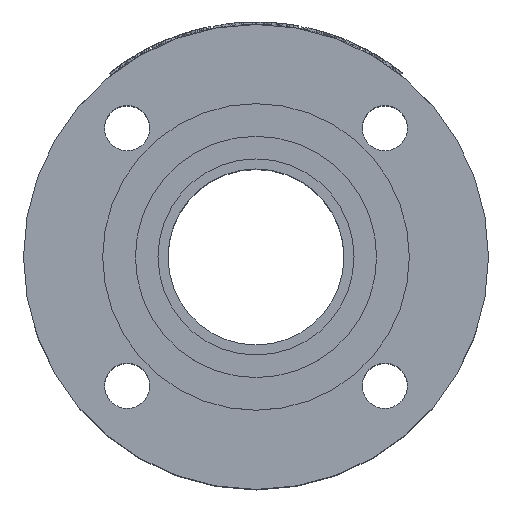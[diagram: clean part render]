
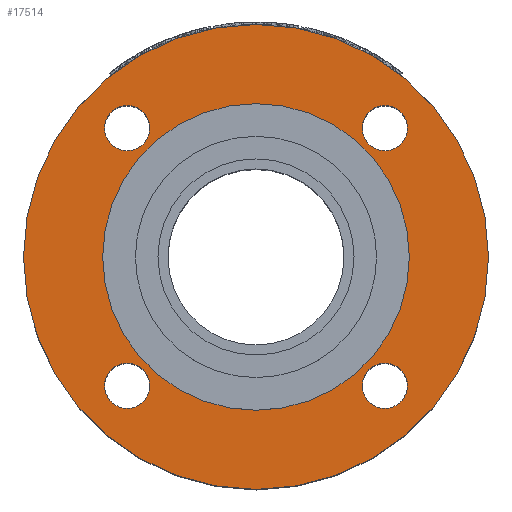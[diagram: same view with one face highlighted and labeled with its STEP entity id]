
A CAD part, top view. The second image highlights one B-rep face of the part: STEP entity #17514.
In plain terms, the highlighted planar face has unit normal (0, 0, 1).
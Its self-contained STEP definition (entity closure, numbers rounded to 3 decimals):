
#347=PLANE('',#18316);
#435=FACE_BOUND('',#2811,.T.);
#436=FACE_BOUND('',#2812,.T.);
#437=FACE_BOUND('',#2813,.T.);
#438=FACE_BOUND('',#2814,.T.);
#439=FACE_BOUND('',#2815,.T.);
#783=CIRCLE('',#18265,92.5);
#799=CIRCLE('',#18301,9.);
#802=CIRCLE('',#18305,9.);
#805=CIRCLE('',#18309,9.);
#808=CIRCLE('',#18313,9.);
#810=CIRCLE('',#18317,61.);
#1815=FACE_OUTER_BOUND('',#2810,.T.);
#2810=EDGE_LOOP('',(#15188));
#2811=EDGE_LOOP('',(#15189));
#2812=EDGE_LOOP('',(#15190));
#2813=EDGE_LOOP('',(#15191));
#2814=EDGE_LOOP('',(#15192));
#2815=EDGE_LOOP('',(#15193));
#7740=VERTEX_POINT('',#41805);
#7756=VERTEX_POINT('',#41863);
#7759=VERTEX_POINT('',#41871);
#7762=VERTEX_POINT('',#41879);
#7765=VERTEX_POINT('',#41887);
#7767=VERTEX_POINT('',#41894);
#10217=EDGE_CURVE('',#7740,#7740,#783,.T.);
#10239=EDGE_CURVE('',#7756,#7756,#799,.T.);
#10243=EDGE_CURVE('',#7759,#7759,#802,.T.);
#10247=EDGE_CURVE('',#7762,#7762,#805,.T.);
#10251=EDGE_CURVE('',#7765,#7765,#808,.T.);
#10253=EDGE_CURVE('',#7767,#7767,#810,.T.);
#15188=ORIENTED_EDGE('',*,*,#10217,.F.);
#15189=ORIENTED_EDGE('',*,*,#10239,.T.);
#15190=ORIENTED_EDGE('',*,*,#10243,.T.);
#15191=ORIENTED_EDGE('',*,*,#10247,.T.);
#15192=ORIENTED_EDGE('',*,*,#10251,.T.);
#15193=ORIENTED_EDGE('',*,*,#10253,.F.);
#17514=ADVANCED_FACE('',(#1815,#435,#436,#437,#438,#439),#347,.T.);
#18265=AXIS2_PLACEMENT_3D('',#41807,#20933,#20934);
#18301=AXIS2_PLACEMENT_3D('',#41865,#21011,#21012);
#18305=AXIS2_PLACEMENT_3D('',#41873,#21020,#21021);
#18309=AXIS2_PLACEMENT_3D('',#41881,#21029,#21030);
#18313=AXIS2_PLACEMENT_3D('',#41889,#21038,#21039);
#18316=AXIS2_PLACEMENT_3D('',#41893,#21044,#21045);
#18317=AXIS2_PLACEMENT_3D('',#41895,#21046,#21047);
#20933=DIRECTION('center_axis',(0.,0.,-1.));
#20934=DIRECTION('ref_axis',(-1.,0.,0.));
#21011=DIRECTION('center_axis',(0.,0.,-1.));
#21012=DIRECTION('ref_axis',(0.,-1.,0.));
#21020=DIRECTION('center_axis',(0.,0.,-1.));
#21021=DIRECTION('ref_axis',(-1.,0.,0.));
#21029=DIRECTION('center_axis',(0.,0.,-1.));
#21030=DIRECTION('ref_axis',(0.,1.,0.));
#21038=DIRECTION('center_axis',(0.,0.,-1.));
#21039=DIRECTION('ref_axis',(1.,0.,0.));
#21044=DIRECTION('center_axis',(0.,0.,1.));
#21045=DIRECTION('ref_axis',(1.,0.,0.));
#21046=DIRECTION('center_axis',(0.,0.,1.));
#21047=DIRECTION('ref_axis',(-1.,0.,0.));
#41805=CARTESIAN_POINT('',(92.5,0.,133.));
#41807=CARTESIAN_POINT('Origin',(0.,0.,133.));
#41863=CARTESIAN_POINT('',(51.265,-42.265,133.));
#41865=CARTESIAN_POINT('Origin',(51.265,-51.265,133.));
#41871=CARTESIAN_POINT('',(-42.265,-51.265,133.));
#41873=CARTESIAN_POINT('Origin',(-51.265,-51.265,133.));
#41879=CARTESIAN_POINT('',(-51.265,42.265,133.));
#41881=CARTESIAN_POINT('Origin',(-51.265,51.265,133.));
#41887=CARTESIAN_POINT('',(42.265,51.265,133.));
#41889=CARTESIAN_POINT('Origin',(51.265,51.265,133.));
#41893=CARTESIAN_POINT('Origin',(0.,0.,133.));
#41894=CARTESIAN_POINT('',(61.,0.,133.));
#41895=CARTESIAN_POINT('Origin',(0.,0.,133.));
